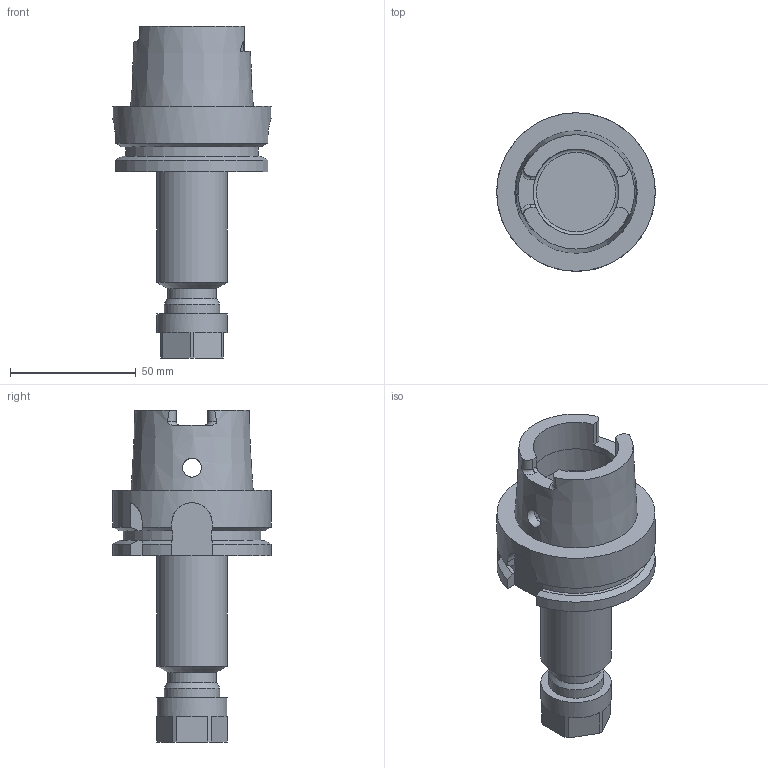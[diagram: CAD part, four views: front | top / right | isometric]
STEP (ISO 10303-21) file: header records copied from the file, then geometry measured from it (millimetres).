
FILE_DESCRIPTION(/* description */ (''),/* implementation_level */ '2;1');
FILE_NAME(/* name */ '1493025629391.stp',/* time_stamp */ '2017-04-24T11:20:34+02:00',/* author */ (''),/* organization */ ('SMS'),/* preprocessor_version */ 'ST-DEVELOPER v15',/* originating_system */ 'SIEMENS PLM Software NX 8.5',/* authorisation */ '');
FILE_SCHEMA (('AUTOMOTIVE_DESIGN { 1 0 10303 214 3 1 1 1 }'));
Length unit declared in the file: millimetre
Products named in the file (1): 392.41014-6316100-636200719588136378-1
Bounding box: 62.94 x 62.94 x 131.9 mm (x, y, z)
Volume: 126245.5 mm3; surface area: 28224.1 mm2
Topology: 1 solids, 1 shells, 88 faces, 249 edges, 167 vertices
Faces by surface type: plane 47, cylinder 26, cone 10, torus 5
Full cylindrical faces by diameter (mm): 7.5 x2, 19.5 x1, 22 x1, 28 x2, 34.05 x2, 40.08 x1, 62.94 x1
Entity records: 3091 total; most frequent: CARTESIAN_POINT 879, DIRECTION 447, ORIENTED_EDGE 438, EDGE_CURVE 219, AXIS2_PLACEMENT_3D 168, VERTEX_POINT 151, LINE 111, VECTOR 111
